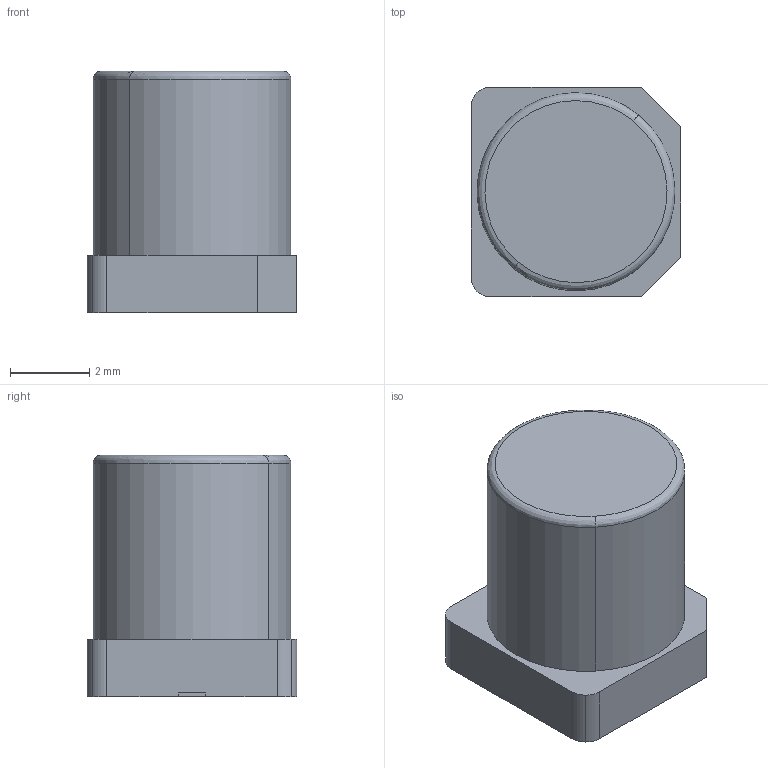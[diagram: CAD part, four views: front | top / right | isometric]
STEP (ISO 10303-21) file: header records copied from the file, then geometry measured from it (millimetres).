
FILE_DESCRIPTION(('STEP AP203'),'1');
FILE_NAME(' ',' ',('TraceParts'),('TraceParts S.A.'),'XStep 1.0',' ',' ');
FILE_SCHEMA(('CONFIG_CONTROL_DESIGN'));
Length unit declared in the file: millimetre
Products named in the file (4): 1; 2; 3; 4
Bounding box: 5.3 x 5.3 x 6.1 mm (x, y, z)
Volume: 130.3 mm3; surface area: 201.4 mm2
Topology: 4 solids, 4 shells, 38 faces, 88 edges, 58 vertices
Faces by surface type: bspline 38
Entity records: 1832 total; most frequent: CARTESIAN_POINT 878, ORIENTED_EDGE 176, DIRECTION 120, EDGE_CURVE 88, LINE 64, VECTOR 64, VERTEX_POINT 58, ADVANCED_FACE 38
